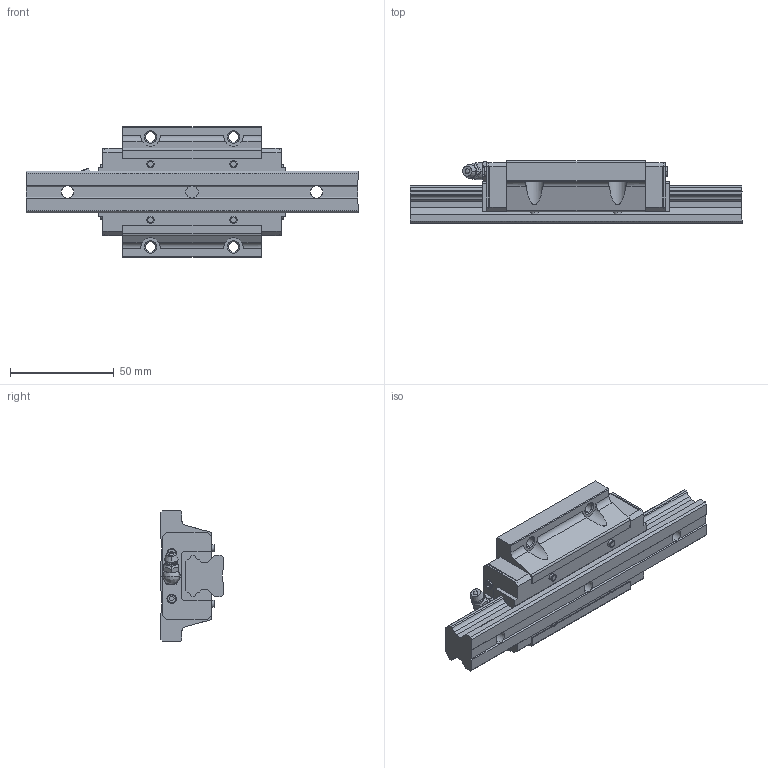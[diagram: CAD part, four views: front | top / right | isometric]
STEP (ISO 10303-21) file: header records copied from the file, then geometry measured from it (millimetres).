
FILE_DESCRIPTION (( 'STEP AP203' ), '1' );
FILE_NAME ('HSR20LCSSC.STEP', '2016-03-29T11:29:51', ( 'EOS' ), ( '' ), 'SwSTEP 2.0', 'SolidWorks 2016', '' );
FILE_SCHEMA (( 'CONFIG_CONTROL_DESIGN' ));
Length unit declared in the file: millimetre
Products named in the file (4): 2_1; 3; 1; HSR20LCSSC
Assembly tree (3 placements, depth 2):
  HSR20LCSSC
    1
    2_1
    3
Bounding box: 160 x 30 x 63 mm (x, y, z)
Volume: 132535.8 mm3; surface area: 34477.3 mm2
Topology: 2 solids, 3 shells, 318 faces, 837 edges, 534 vertices
Faces by surface type: plane 192, cylinder 66, cone 36, bspline 24
Entity records: 10666 total; most frequent: CARTESIAN_POINT 2546, ORIENTED_EDGE 1657, DIRECTION 1546, EDGE_CURVE 830, LINE 556, VECTOR 556, VERTEX_POINT 534, AXIS2_PLACEMENT_3D 495
